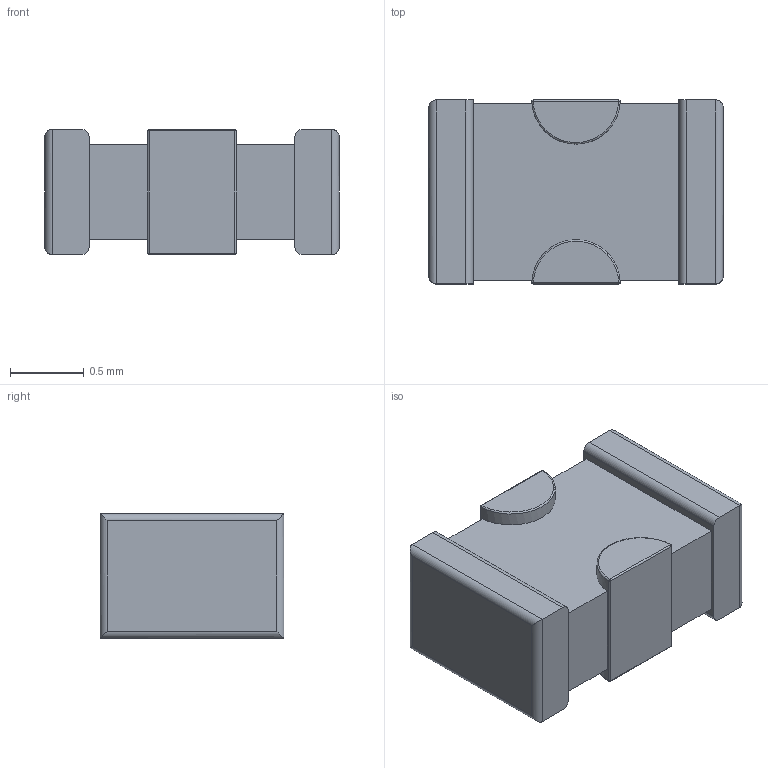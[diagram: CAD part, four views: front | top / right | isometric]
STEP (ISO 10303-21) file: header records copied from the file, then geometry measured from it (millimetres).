
FILE_DESCRIPTION (( 'STEP AP214' ), '1' );
FILE_NAME ('29418FED-A79A-41C7-8CA1-93EEDE581354.STEP', '2025-07-10T01:32:12', ( '' ), ( '' ), 'SwSTEP 2.0', 'SolidWorks 2022', '' );
FILE_SCHEMA (( 'AUTOMOTIVE_DESIGN' ));
Length unit declared in the file: millimetre
Products named in the file (1): 29418FED-A79A-41C7-8CA1-93EEDE581354
Bounding box: 2 x 1.25 x 0.85 mm (x, y, z)
Volume: 1.8 mm3; surface area: 10.8 mm2
Topology: 1 solids, 1 shells, 60 faces, 138 edges, 76 vertices
Faces by surface type: cylinder 24, plane 24, bspline 12
Entity records: 1834 total; most frequent: CARTESIAN_POINT 483, ORIENTED_EDGE 260, DIRECTION 260, EDGE_CURVE 130, AXIS2_PLACEMENT_3D 93, VERTEX_POINT 76, LINE 74, VECTOR 74
